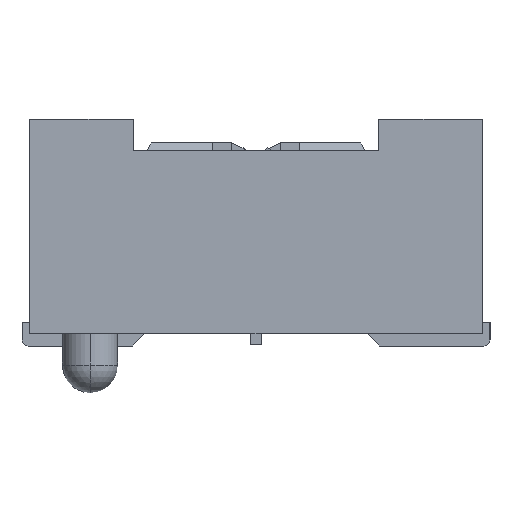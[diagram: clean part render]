
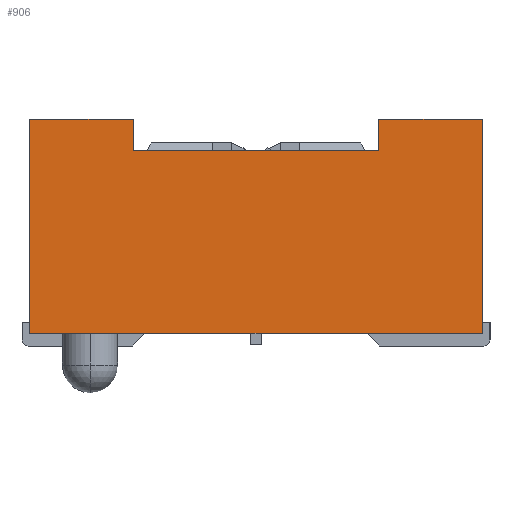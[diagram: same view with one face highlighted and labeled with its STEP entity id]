
A CAD part, left-side view. The second image highlights one B-rep face of the part: STEP entity #906.
In plain terms, the highlighted planar face has unit normal (-1, 0, 0).
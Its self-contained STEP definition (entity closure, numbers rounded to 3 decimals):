
#636=CARTESIAN_POINT('',(-30.639,3.619,3.632));
#637=VERTEX_POINT('',#636);
#644=CARTESIAN_POINT('',(-30.639,1.968,3.632));
#645=VERTEX_POINT('',#644);
#646=CARTESIAN_POINT('',(-30.639,1.968,3.632));
#647=DIRECTION('',(0.0,1.0,0.0));
#648=VECTOR('',#647,1.651);
#649=LINE('',#646,#648);
#650=EDGE_CURVE('',#645,#637,#649,.T.);
#699=CARTESIAN_POINT('',(-30.639,-1.969,3.124));
#700=VERTEX_POINT('',#699);
#707=CARTESIAN_POINT('',(-30.639,-1.969,3.632));
#708=VERTEX_POINT('',#707);
#709=CARTESIAN_POINT('',(-30.639,-1.969,3.632));
#710=DIRECTION('',(0.0,0.0,-1.0));
#711=VECTOR('',#710,0.508);
#712=LINE('',#709,#711);
#713=EDGE_CURVE('',#708,#700,#712,.T.);
#745=CARTESIAN_POINT('',(-30.639,1.968,3.124));
#746=VERTEX_POINT('',#745);
#753=CARTESIAN_POINT('',(-30.639,-1.969,3.124));
#754=DIRECTION('',(0.0,1.0,0.0));
#755=VECTOR('',#754,3.937);
#756=LINE('',#753,#755);
#757=EDGE_CURVE('',#700,#746,#756,.T.);
#775=CARTESIAN_POINT('',(-30.639,1.968,3.124));
#776=DIRECTION('',(0.0,0.0,1.0));
#777=VECTOR('',#776,0.508);
#778=LINE('',#775,#777);
#779=EDGE_CURVE('',#746,#645,#778,.T.);
#847=CARTESIAN_POINT('',(-30.639,-3.62,3.632));
#848=VERTEX_POINT('',#847);
#849=CARTESIAN_POINT('',(-30.639,-3.62,3.632));
#850=DIRECTION('',(0.0,1.0,0.0));
#851=VECTOR('',#850,1.651);
#852=LINE('',#849,#851);
#853=EDGE_CURVE('',#848,#708,#852,.T.);
#872=CARTESIAN_POINT('',(-30.639,3.619,3.632));
#873=DIRECTION('',(-1.0,0.0,0.0));
#874=DIRECTION('',(0.0,0.0,1.0));
#875=AXIS2_PLACEMENT_3D('',#872,#873,#874);
#876=PLANE('',#875);
#877=ORIENTED_EDGE('',*,*,#713,.T.);
#878=ORIENTED_EDGE('',*,*,#757,.T.);
#879=ORIENTED_EDGE('',*,*,#779,.T.);
#880=ORIENTED_EDGE('',*,*,#650,.T.);
#881=CARTESIAN_POINT('',(-30.639,3.619,0.203));
#882=VERTEX_POINT('',#881);
#883=CARTESIAN_POINT('',(-30.639,3.619,3.632));
#884=DIRECTION('',(0.0,0.0,-1.0));
#885=VECTOR('',#884,3.429);
#886=LINE('',#883,#885);
#887=EDGE_CURVE('',#637,#882,#886,.T.);
#888=ORIENTED_EDGE('',*,*,#887,.T.);
#889=CARTESIAN_POINT('',(-30.639,-3.62,0.203));
#890=VERTEX_POINT('',#889);
#891=CARTESIAN_POINT('',(-30.639,3.619,0.203));
#892=DIRECTION('',(0.0,-1.0,0.0));
#893=VECTOR('',#892,7.239);
#894=LINE('',#891,#893);
#895=EDGE_CURVE('',#882,#890,#894,.T.);
#896=ORIENTED_EDGE('',*,*,#895,.T.);
#897=CARTESIAN_POINT('',(-30.639,-3.62,3.632));
#898=DIRECTION('',(0.0,0.0,-1.0));
#899=VECTOR('',#898,3.429);
#900=LINE('',#897,#899);
#901=EDGE_CURVE('',#848,#890,#900,.T.);
#902=ORIENTED_EDGE('',*,*,#901,.F.);
#903=ORIENTED_EDGE('',*,*,#853,.T.);
#904=EDGE_LOOP('',(#877,#878,#879,#880,#888,#896,#902,#903));
#905=FACE_OUTER_BOUND('',#904,.T.);
#906=ADVANCED_FACE('',(#905),#876,.T.);
